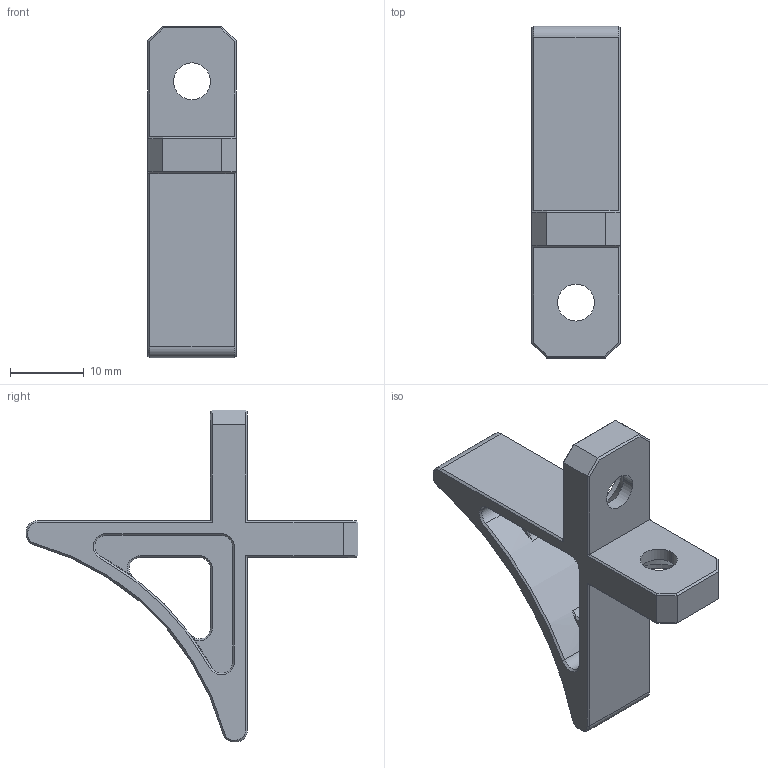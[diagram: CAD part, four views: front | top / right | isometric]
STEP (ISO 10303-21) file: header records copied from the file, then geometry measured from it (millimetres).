
FILE_DESCRIPTION(('FreeCAD Model'),'2;1');
FILE_NAME('Open CASCADE Shape Model','2024-12-02T11:09:56',(''),(''), 'Open CASCADE STEP processor 7.6','FreeCAD','Unknown');
FILE_SCHEMA(('AUTOMOTIVE_DESIGN { 1 0 10303 214 1 1 1 1 }'));
Length unit declared in the file: millimetre
Products named in the file (1): SOLID006
Bounding box: 12 x 45 x 45 mm (x, y, z)
Volume: 4100.5 mm3; surface area: 3555.6 mm2
Topology: 1 solids, 1 shells, 120 faces, 294 edges, 176 vertices
Faces by surface type: bspline 120
Entity records: 4175 total; most frequent: CARTESIAN_POINT 1708, ORIENTED_EDGE 588, DIRECTION 335, EDGE_CURVE 294, LINE 189, VECTOR 189, VERTEX_POINT 176, FACE_BOUND 126
